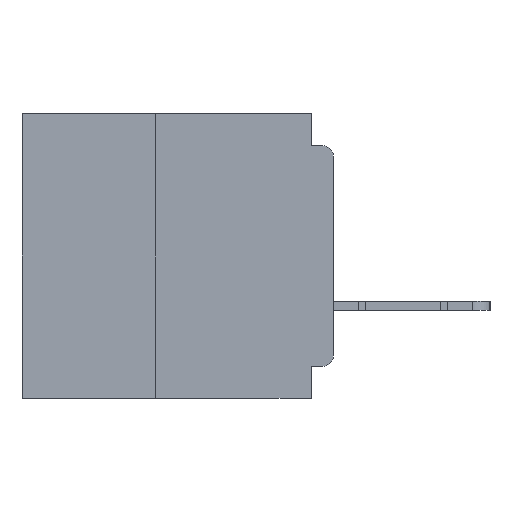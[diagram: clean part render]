
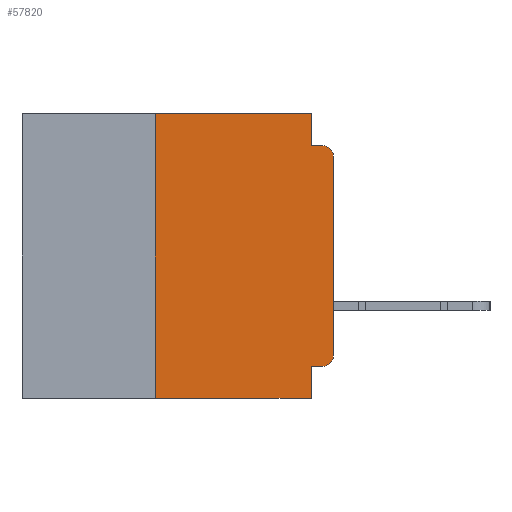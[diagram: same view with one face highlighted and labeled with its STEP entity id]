
A CAD part, left-side view. The second image highlights one B-rep face of the part: STEP entity #57820.
In plain terms, the highlighted planar face has unit normal (-1, 0, 0).
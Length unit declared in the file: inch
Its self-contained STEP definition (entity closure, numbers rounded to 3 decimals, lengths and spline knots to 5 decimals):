
#534 = VECTOR ( 'NONE', #24046, 39.37008 ) ;
#2804 = VERTEX_POINT ( 'NONE', #64851 ) ;
#3278 = DIRECTION ( 'NONE',  ( 0., -1., 0. ) ) ;
#3569 = EDGE_CURVE ( 'NONE', #51017, #19628, #57100, .T. ) ;
#3597 = CARTESIAN_POINT ( 'NONE',  ( 0., 0.031, 0. ) ) ;
#4985 = CARTESIAN_POINT ( 'NONE',  ( 0., 0.031, -0.355 ) ) ;
#6572 = ORIENTED_EDGE ( 'NONE', *, *, #20785, .F. ) ;
#7334 = CARTESIAN_POINT ( 'NONE',  ( 0., 0.031, 0. ) ) ;
#8817 = VERTEX_POINT ( 'NONE', #59606 ) ;
#13223 = CIRCLE ( 'NONE', #55232, 0.015 ) ;
#13311 = DIRECTION ( 'NONE',  ( -1., 0., 0. ) ) ;
#14593 = DIRECTION ( 'NONE',  ( 0., 0., -1. ) ) ;
#14897 = LINE ( 'NONE', #7334, #534 ) ;
#15152 = LINE ( 'NONE', #46873, #54601 ) ;
#15458 = CARTESIAN_POINT ( 'NONE',  ( 0., 0.031, -0.045 ) ) ;
#15501 = LINE ( 'NONE', #58960, #69016 ) ;
#16564 = ORIENTED_EDGE ( 'NONE', *, *, #60149, .F. ) ;
#16758 = CARTESIAN_POINT ( 'NONE',  ( 0., 0., 0. ) ) ;
#17778 = DIRECTION ( 'NONE',  ( -1., 0., 0. ) ) ;
#18045 = EDGE_CURVE ( 'NONE', #8817, #62533, #13223, .T. ) ;
#19628 = VERTEX_POINT ( 'NONE', #41775 ) ;
#20096 = DIRECTION ( 'NONE',  ( 0., 0., 1. ) ) ;
#20785 = EDGE_CURVE ( 'NONE', #42212, #62533, #45289, .T. ) ;
#22184 = CARTESIAN_POINT ( 'NONE',  ( 0., 0.437, -0.4 ) ) ;
#23823 = ORIENTED_EDGE ( 'NONE', *, *, #42860, .F. ) ;
#24046 = DIRECTION ( 'NONE',  ( 0., 0., -1. ) ) ;
#24852 = CIRCLE ( 'NONE', #26550, 0.015 ) ;
#24962 = PLANE ( 'NONE',  #52340 ) ;
#25125 = LINE ( 'NONE', #46771, #51978 ) ;
#26550 = AXIS2_PLACEMENT_3D ( 'NONE', #45492, #13311, #50870 ) ;
#27626 = DIRECTION ( 'NONE',  ( 0., -1., 0. ) ) ;
#28032 = FACE_OUTER_BOUND ( 'NONE', #54212, .T. ) ;
#28113 = ORIENTED_EDGE ( 'NONE', *, *, #68210, .F. ) ;
#28132 = DIRECTION ( 'NONE',  ( 0., -1., 0. ) ) ;
#28428 = ORIENTED_EDGE ( 'NONE', *, *, #42418, .F. ) ;
#29027 = VECTOR ( 'NONE', #59637, 39.37008 ) ;
#30279 = CARTESIAN_POINT ( 'NONE',  ( 0., 0.25, -0.4 ) ) ;
#30378 = DIRECTION ( 'NONE',  ( 1., 0., 0. ) ) ;
#31021 = VECTOR ( 'NONE', #3278, 39.37008 ) ;
#32311 = DIRECTION ( 'NONE',  ( 0., 1., 0. ) ) ;
#33555 = CARTESIAN_POINT ( 'NONE',  ( 0., 0.437, 0. ) ) ;
#34483 = ORIENTED_EDGE ( 'NONE', *, *, #18045, .T. ) ;
#34766 = EDGE_CURVE ( 'NONE', #42935, #8817, #44982, .T. ) ;
#40394 = ORIENTED_EDGE ( 'NONE', *, *, #3569, .T. ) ;
#40645 = ORIENTED_EDGE ( 'NONE', *, *, #34766, .T. ) ;
#40804 = VECTOR ( 'NONE', #28132, 39.37008 ) ;
#41775 = CARTESIAN_POINT ( 'NONE',  ( 0., 0.031, -0.4 ) ) ;
#42161 = ORIENTED_EDGE ( 'NONE', *, *, #54229, .F. ) ;
#42212 = VERTEX_POINT ( 'NONE', #15458 ) ;
#42418 = EDGE_CURVE ( 'NONE', #56973, #52352, #69083, .T. ) ;
#42860 = EDGE_CURVE ( 'NONE', #2804, #54407, #15501, .T. ) ;
#42896 = VECTOR ( 'NONE', #27626, 39.37008 ) ;
#42935 = VERTEX_POINT ( 'NONE', #43557 ) ;
#43557 = CARTESIAN_POINT ( 'NONE',  ( 0., 0., -0.34 ) ) ;
#44982 = LINE ( 'NONE', #16758, #29027 ) ;
#45075 = CARTESIAN_POINT ( 'NONE',  ( 0., 0.015, -0.045 ) ) ;
#45227 = EDGE_CURVE ( 'NONE', #2804, #42935, #24852, .T. ) ;
#45289 = LINE ( 'NONE', #67474, #31021 ) ;
#45492 = CARTESIAN_POINT ( 'NONE',  ( 0., 0.015, -0.34 ) ) ;
#46771 = CARTESIAN_POINT ( 'NONE',  ( 0., 0.031, -0.4 ) ) ;
#46873 = CARTESIAN_POINT ( 'NONE',  ( 0., 0.25, -0.4 ) ) ;
#49906 = CARTESIAN_POINT ( 'NONE',  ( 0., 0.015, -0.06 ) ) ;
#50870 = DIRECTION ( 'NONE',  ( 0., 0., -1. ) ) ;
#51017 = VERTEX_POINT ( 'NONE', #30279 ) ;
#51603 = CARTESIAN_POINT ( 'NONE',  ( 0., 0.25, 0. ) ) ;
#51978 = VECTOR ( 'NONE', #14593, 39.37008 ) ;
#52340 = AXIS2_PLACEMENT_3D ( 'NONE', #62392, #30378, #67692 ) ;
#52352 = VERTEX_POINT ( 'NONE', #3597 ) ;
#54212 = EDGE_LOOP ( 'NONE', ( #40645, #34483, #6572, #28113, #28428, #42161, #40394, #16564, #23823, #61038 ) ) ;
#54229 = EDGE_CURVE ( 'NONE', #51017, #56973, #15152, .T. ) ;
#54407 = VERTEX_POINT ( 'NONE', #4985 ) ;
#54601 = VECTOR ( 'NONE', #20096, 39.37008 ) ;
#55232 = AXIS2_PLACEMENT_3D ( 'NONE', #49906, #17778, #55300 ) ;
#55300 = DIRECTION ( 'NONE',  ( 0., 0., -1. ) ) ;
#56973 = VERTEX_POINT ( 'NONE', #51603 ) ;
#57100 = LINE ( 'NONE', #22184, #42896 ) ;
#57820 = ADVANCED_FACE ( 'NONE', ( #28032 ), #24962, .F. ) ;
#58960 = CARTESIAN_POINT ( 'NONE',  ( 0., 0., -0.355 ) ) ;
#59606 = CARTESIAN_POINT ( 'NONE',  ( 0., 0., -0.06 ) ) ;
#59637 = DIRECTION ( 'NONE',  ( 0., 0., 1. ) ) ;
#60149 = EDGE_CURVE ( 'NONE', #54407, #19628, #25125, .T. ) ;
#61038 = ORIENTED_EDGE ( 'NONE', *, *, #45227, .T. ) ;
#62392 = CARTESIAN_POINT ( 'NONE',  ( 0., 0.437, 0. ) ) ;
#62533 = VERTEX_POINT ( 'NONE', #45075 ) ;
#64851 = CARTESIAN_POINT ( 'NONE',  ( 0., 0.015, -0.355 ) ) ;
#67474 = CARTESIAN_POINT ( 'NONE',  ( 0., 0., -0.045 ) ) ;
#67692 = DIRECTION ( 'NONE',  ( 0., 0., -1. ) ) ;
#68210 = EDGE_CURVE ( 'NONE', #52352, #42212, #14897, .T. ) ;
#69016 = VECTOR ( 'NONE', #32311, 39.37008 ) ;
#69083 = LINE ( 'NONE', #33555, #40804 ) ;
